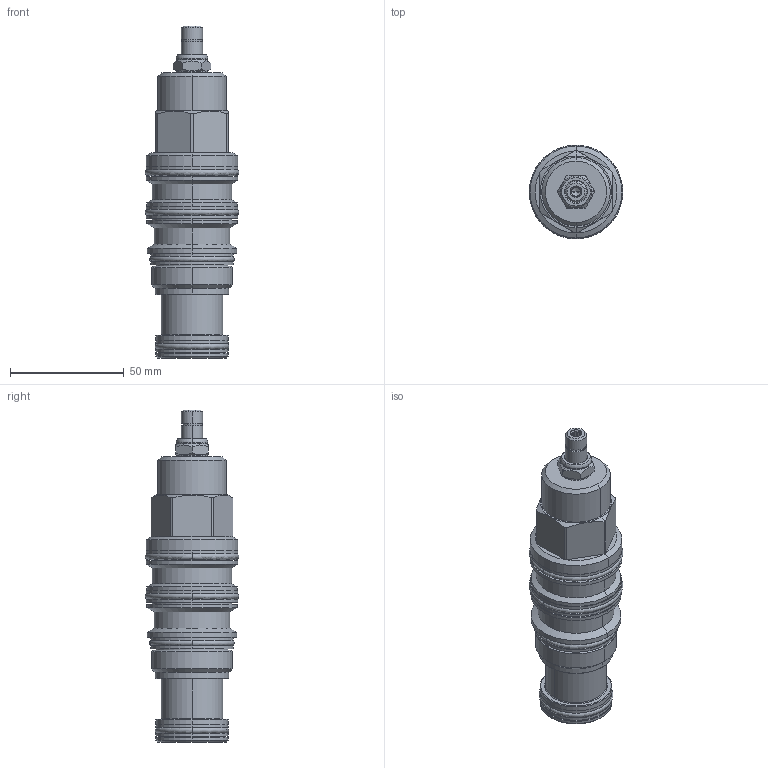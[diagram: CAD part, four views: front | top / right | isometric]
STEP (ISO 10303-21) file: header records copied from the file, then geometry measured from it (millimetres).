
FILE_DESCRIPTION((''),'2;1');
FILE_NAME('RVGD-LAN_PRT','2014-02-04T',('Administrator'),(''),'PRO/ENGINEER BY PARAMETRIC TECHNOLOGY CORPORATION, 2006240','PRO/ENGINEER BY PARAMETRIC TECHNOLOGY CORPORATION, 2006240','');
FILE_SCHEMA(('CONFIG_CONTROL_DESIGN'));
Length unit declared in the file: inch
Products named in the file (1): RVGD-LAN_PRT
Bounding box: 41.17 x 41.15 x 146.05 mm (x, y, z)
Volume: 110817 mm3; surface area: 28253.2 mm2
Topology: 6 solids, 7 shells, 356 faces, 754 edges, 448 vertices
Faces by surface type: cylinder 127, plane 90, torus 67, cone 52, revolution 16, bspline 4
Entity records: 12206 total; most frequent: CARTESIAN_POINT 4284, DIRECTION 1834, ORIENTED_EDGE 1500, AXIS2_PLACEMENT_3D 794, EDGE_CURVE 750, CIRCLE 458, VERTEX_POINT 448, EDGE_LOOP 408
